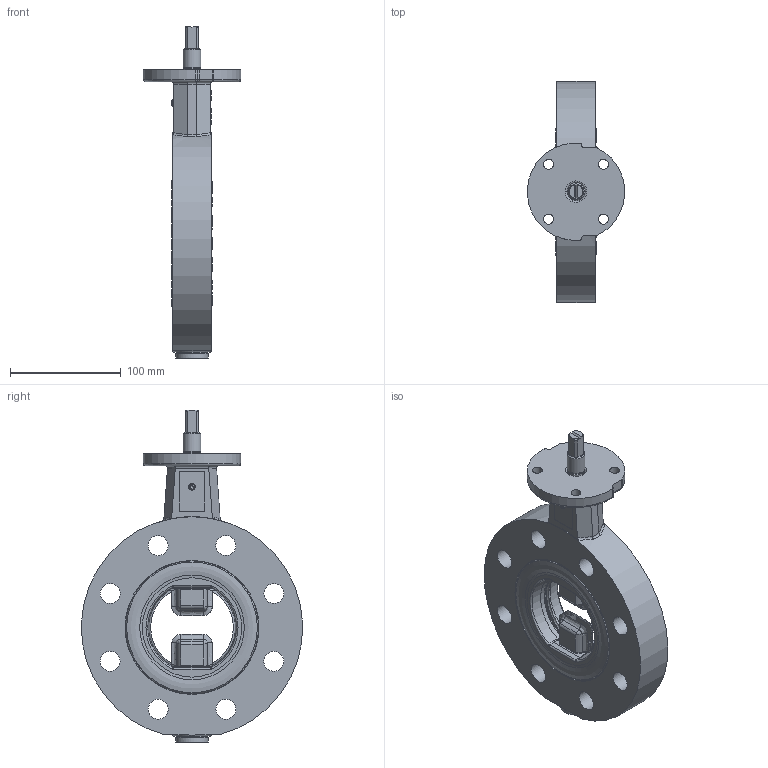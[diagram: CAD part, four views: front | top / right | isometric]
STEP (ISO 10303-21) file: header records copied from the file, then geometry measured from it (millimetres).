
FILE_DESCRIPTION((''),'2;1');
FILE_NAME('Z014-WN-DN080-PN10.stp','2009-01-15T08:07:44',('hellwig'),(''),'Autodesk Inventor 2008','Autodesk Inventor 2008','');
FILE_SCHEMA(('AUTOMOTIVE_DESIGN { 1 0 10303 214 1 1 1 1 }'));
Length unit declared in the file: millimetre
Products named in the file (1): Bauteil1
Bounding box: 87.68 x 199.85 x 299.9 mm (x, y, z)
Volume: 1023588 mm3; surface area: 164363 mm2
Topology: 3 solids, 8 shells, 659 faces, 1704 edges, 1079 vertices
Faces by surface type: plane 252, bspline 210, cylinder 125, torus 39, cone 29, sphere 4
Full cylindrical faces by diameter (mm): 4 x1, 4.917 x1, 6 x1, 12.3 x1, 12.5 x1, 12.8 x3, 13 x1, 15.2 x1, 15.5 x1, 16 x7, 16.2 x3, 16.35 x5, 20.95 x3, 23 x2, 23.1 x2, 24.3 x1, 28.9 x1, 29 x1, 92.8 x1, 113.2 x1, 119.6 x1, 121 x1
Entity records: 25592 total; most frequent: CARTESIAN_POINT 10936, ORIENTED_EDGE 3056, DIRECTION 2343, EDGE_CURVE 1528, VERTEX_POINT 1033, EDGE_LOOP 865, AXIS2_PLACEMENT_3D 847, FACE_OUTER_BOUND 659
